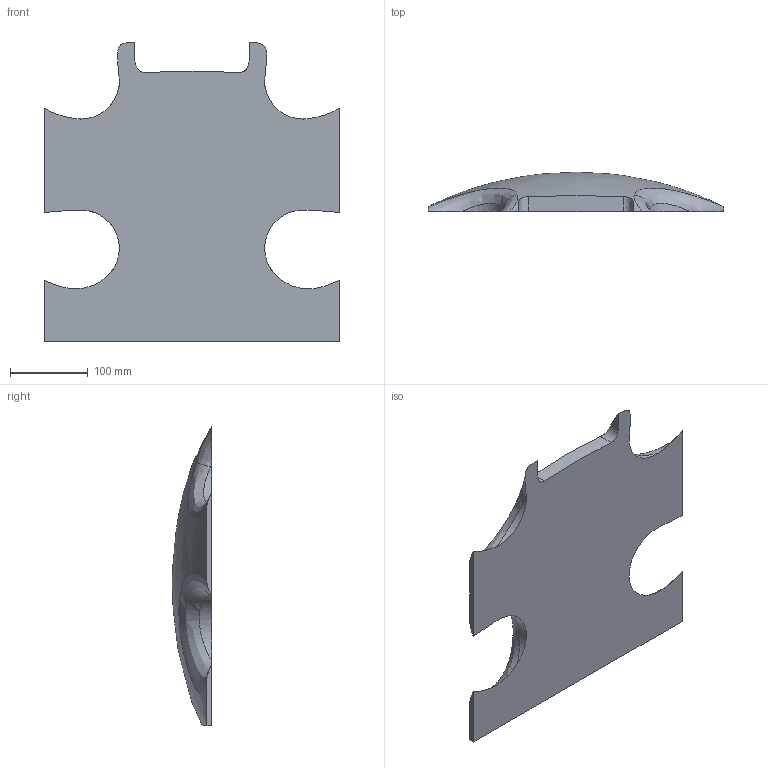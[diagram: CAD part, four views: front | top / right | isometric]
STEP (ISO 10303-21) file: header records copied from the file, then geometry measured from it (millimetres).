
FILE_DESCRIPTION (( 'STEP AP214' ), '1' );
FILE_NAME ('Foam Top.STEP', '2016-04-14T14:41:22', ( '' ), ( '' ), 'SwSTEP 2.0', 'SolidWorks 2015', '' );
FILE_SCHEMA (( 'AUTOMOTIVE_DESIGN' ));
Length unit declared in the file: inch
Products named in the file (1): Foam Top
Bounding box: 381 x 50.81 x 386.46 mm (x, y, z)
Volume: 3186303.8 mm3; surface area: 239619.2 mm2
Topology: 1 solids, 1 shells, 24 faces, 71 edges, 49 vertices
Faces by surface type: bspline 10, plane 8, cylinder 6
Entity records: 14847 total; most frequent: CARTESIAN_POINT 14286, ORIENTED_EDGE 142, EDGE_CURVE 71, DIRECTION 59, VERTEX_POINT 49, B_SPLINE_CURVE_WITH_KNOTS 47, FACE_OUTER_BOUND 24, EDGE_LOOP 24
